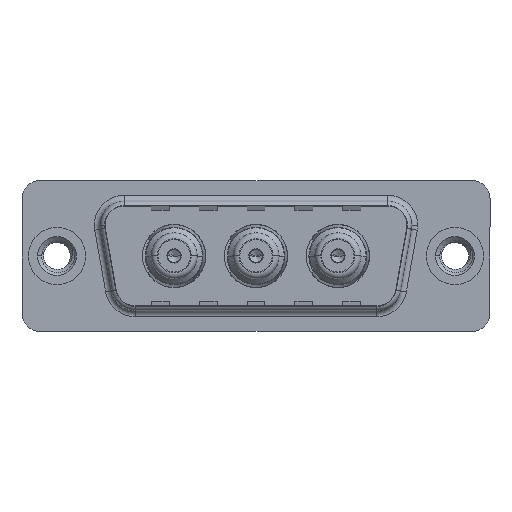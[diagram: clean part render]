
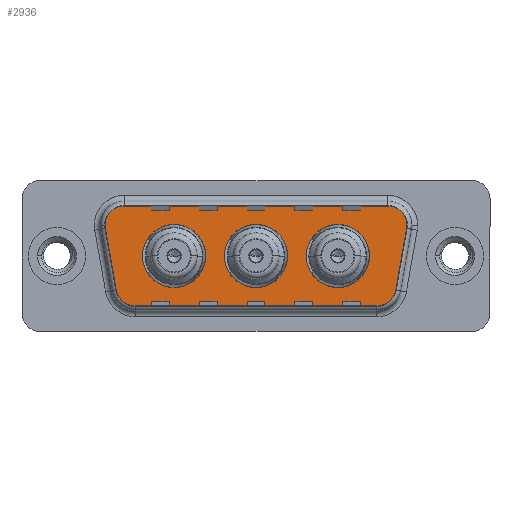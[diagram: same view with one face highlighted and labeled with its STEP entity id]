
A CAD part, top view. The second image highlights one B-rep face of the part: STEP entity #2936.
In plain terms, the highlighted planar face has unit normal (0, 0, 1).
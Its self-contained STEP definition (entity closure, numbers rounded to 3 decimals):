
#111 = CARTESIAN_POINT ( 'NONE',  ( 4.464, -3.247, 0. ) ) ;
#431 = EDGE_CURVE ( 'NONE', #1780, #14988, #9407, .T. ) ;
#564 = CARTESIAN_POINT ( 'NONE',  ( 3.441, 2.553, 0. ) ) ;
#689 = EDGE_CURVE ( 'NONE', #2525, #11674, #9214, .T. ) ;
#759 = EDGE_CURVE ( 'NONE', #14253, #13250, #8413, .T. ) ;
#823 = AXIS2_PLACEMENT_3D ( 'NONE', #2537, #11246, #3810 ) ;
#1175 = VERTEX_POINT ( 'NONE', #6231 ) ;
#1298 = CARTESIAN_POINT ( 'NONE',  ( 6.434, -2.9, 0. ) ) ;
#1353 = EDGE_CURVE ( 'NONE', #2932, #7226, #14890, .T. ) ;
#1527 = CARTESIAN_POINT ( 'NONE',  ( 29.859, 2.553, 0. ) ) ;
#1555 = VERTEX_POINT ( 'NONE', #111 ) ;
#1704 = VERTEX_POINT ( 'NONE', #8391 ) ;
#1717 = CARTESIAN_POINT ( 'NONE',  ( 7.15, 0., 0. ) ) ;
#1780 = VERTEX_POINT ( 'NONE', #13350 ) ;
#2283 = VERTEX_POINT ( 'NONE', #3700 ) ;
#2366 = VECTOR ( 'NONE', #7102, 1000. ) ;
#2525 = VERTEX_POINT ( 'NONE', #8710 ) ;
#2537 = CARTESIAN_POINT ( 'NONE',  ( 27.889, 2.9, 0. ) ) ;
#2556 = DIRECTION ( 'NONE',  ( -1., 0., 0. ) ) ;
#2755 = AXIS2_PLACEMENT_3D ( 'NONE', #12325, #4837, #13563 ) ;
#2868 = FACE_BOUND ( 'NONE', #7391, .T. ) ;
#2932 = VERTEX_POINT ( 'NONE', #1717 ) ;
#2936 = ADVANCED_FACE ( 'NONE', ( #9092, #12433, #2868, #5772 ), #11028, .T. ) ;
#3022 = CARTESIAN_POINT ( 'NONE',  ( 26.15, 0., 0. ) ) ;
#3124 = AXIS2_PLACEMENT_3D ( 'NONE', #12531, #12397, #12349 ) ;
#3198 = AXIS2_PLACEMENT_3D ( 'NONE', #6146, #14882, #7401 ) ;
#3270 = ORIENTED_EDGE ( 'NONE', *, *, #15368, .F. ) ;
#3472 = CIRCLE ( 'NONE', #15676, 2. ) ;
#3500 = CARTESIAN_POINT ( 'NONE',  ( 19.3, 0., 0. ) ) ;
#3503 = DIRECTION ( 'NONE',  ( 0., 0., 1. ) ) ;
#3700 = CARTESIAN_POINT ( 'NONE',  ( 29.859, 2.553, 0. ) ) ;
#3747 = ORIENTED_EDGE ( 'NONE', *, *, #11551, .T. ) ;
#3810 = DIRECTION ( 'NONE',  ( -1., 0., 0. ) ) ;
#3981 = DIRECTION ( 'NONE',  ( 0.174, 0.985, 0. ) ) ;
#3988 = ORIENTED_EDGE ( 'NONE', *, *, #15278, .T. ) ;
#3998 = CIRCLE ( 'NONE', #3198, 2.65 ) ;
#4047 = VERTEX_POINT ( 'NONE', #11733 ) ;
#4140 = CIRCLE ( 'NONE', #9663, 2.65 ) ;
#4174 = AXIS2_PLACEMENT_3D ( 'NONE', #5901, #12428, #13827 ) ;
#4337 = EDGE_CURVE ( 'NONE', #11674, #4047, #4769, .T. ) ;
#4554 = ORIENTED_EDGE ( 'NONE', *, *, #8157, .T. ) ;
#4762 = DIRECTION ( 'NONE',  ( 1., 0., 0. ) ) ;
#4769 = LINE ( 'NONE', #6827, #10989 ) ;
#4837 = DIRECTION ( 'NONE',  ( 0., 0., 1. ) ) ;
#5050 = DIRECTION ( 'NONE',  ( 0., 0., 1. ) ) ;
#5379 = VERTEX_POINT ( 'NONE', #564 ) ;
#5611 = LINE ( 'NONE', #6823, #8509 ) ;
#5677 = LINE ( 'NONE', #15801, #2366 ) ;
#5772 = FACE_OUTER_BOUND ( 'NONE', #16099, .T. ) ;
#5901 = CARTESIAN_POINT ( 'NONE',  ( 9.8, 0., 0. ) ) ;
#6146 = CARTESIAN_POINT ( 'NONE',  ( 23.5, 0., 0. ) ) ;
#6231 = CARTESIAN_POINT ( 'NONE',  ( 26.866, -4.9, 0. ) ) ;
#6247 = EDGE_CURVE ( 'NONE', #7226, #2932, #11557, .T. ) ;
#6291 = CARTESIAN_POINT ( 'NONE',  ( 16.65, 0., 0. ) ) ;
#6564 = CARTESIAN_POINT ( 'NONE',  ( 28.836, -3.247, 0. ) ) ;
#6823 = CARTESIAN_POINT ( 'NONE',  ( 6.434, -4.9, 0. ) ) ;
#6827 = CARTESIAN_POINT ( 'NONE',  ( 5.411, 4.9, 0. ) ) ;
#7102 = DIRECTION ( 'NONE',  ( 0.174, -0.985, 0. ) ) ;
#7226 = VERTEX_POINT ( 'NONE', #15425 ) ;
#7343 = DIRECTION ( 'NONE',  ( 0., 0., 1. ) ) ;
#7391 = EDGE_LOOP ( 'NONE', ( #12859, #7982 ) ) ;
#7401 = DIRECTION ( 'NONE',  ( 1., 0., 0. ) ) ;
#7545 = DIRECTION ( 'NONE',  ( 1., 0., 0. ) ) ;
#7567 = CIRCLE ( 'NONE', #11339, 2. ) ;
#7982 = ORIENTED_EDGE ( 'NONE', *, *, #1353, .F. ) ;
#8011 = DIRECTION ( 'NONE',  ( 0., 0., 1. ) ) ;
#8032 = CIRCLE ( 'NONE', #823, 2. ) ;
#8075 = CIRCLE ( 'NONE', #12701, 2. ) ;
#8131 = AXIS2_PLACEMENT_3D ( 'NONE', #15645, #5050, #4762 ) ;
#8157 = EDGE_CURVE ( 'NONE', #1555, #1704, #7567, .T. ) ;
#8391 = CARTESIAN_POINT ( 'NONE',  ( 6.434, -4.9, 0. ) ) ;
#8413 = CIRCLE ( 'NONE', #3124, 2.65 ) ;
#8509 = VECTOR ( 'NONE', #10439, 1000. ) ;
#8610 = DIRECTION ( 'NONE',  ( 1., 0., 0. ) ) ;
#8615 = ORIENTED_EDGE ( 'NONE', *, *, #10080, .F. ) ;
#8710 = CARTESIAN_POINT ( 'NONE',  ( 29.889, 2.9, 0. ) ) ;
#8774 = EDGE_CURVE ( 'NONE', #1704, #1175, #5611, .T. ) ;
#9090 = ORIENTED_EDGE ( 'NONE', *, *, #8774, .T. ) ;
#9092 = FACE_BOUND ( 'NONE', #10214, .T. ) ;
#9214 = CIRCLE ( 'NONE', #9256, 2. ) ;
#9256 = AXIS2_PLACEMENT_3D ( 'NONE', #11299, #10943, #10208 ) ;
#9407 = CIRCLE ( 'NONE', #9560, 2.65 ) ;
#9560 = AXIS2_PLACEMENT_3D ( 'NONE', #13391, #8011, #8610 ) ;
#9565 = ORIENTED_EDGE ( 'NONE', *, *, #9704, .T. ) ;
#9663 = AXIS2_PLACEMENT_3D ( 'NONE', #6291, #15027, #7545 ) ;
#9704 = EDGE_CURVE ( 'NONE', #2283, #2525, #8032, .T. ) ;
#9976 = DIRECTION ( 'NONE',  ( 0., 0., 1. ) ) ;
#10080 = EDGE_CURVE ( 'NONE', #13250, #14253, #4140, .T. ) ;
#10208 = DIRECTION ( 'NONE',  ( -1., 0., 0. ) ) ;
#10214 = EDGE_LOOP ( 'NONE', ( #8615, #13209 ) ) ;
#10232 = VERTEX_POINT ( 'NONE', #6564 ) ;
#10370 = CARTESIAN_POINT ( 'NONE',  ( 27.889, 4.9, 0. ) ) ;
#10407 = ORIENTED_EDGE ( 'NONE', *, *, #431, .F. ) ;
#10439 = DIRECTION ( 'NONE',  ( 1., 0., 0. ) ) ;
#10457 = ORIENTED_EDGE ( 'NONE', *, *, #13310, .T. ) ;
#10553 = EDGE_CURVE ( 'NONE', #5379, #1555, #5677, .T. ) ;
#10938 = CARTESIAN_POINT ( 'NONE',  ( 5.411, 2.9, 0. ) ) ;
#10943 = DIRECTION ( 'NONE',  ( 0., 0., 1. ) ) ;
#10989 = VECTOR ( 'NONE', #13216, 1000. ) ;
#11028 = PLANE ( 'NONE',  #8131 ) ;
#11246 = DIRECTION ( 'NONE',  ( 0., 0., 1. ) ) ;
#11299 = CARTESIAN_POINT ( 'NONE',  ( 27.889, 2.9, 0. ) ) ;
#11339 = AXIS2_PLACEMENT_3D ( 'NONE', #1298, #9976, #2556 ) ;
#11551 = EDGE_CURVE ( 'NONE', #10232, #2283, #13849, .T. ) ;
#11557 = CIRCLE ( 'NONE', #2755, 2.65 ) ;
#11674 = VERTEX_POINT ( 'NONE', #10370 ) ;
#11733 = CARTESIAN_POINT ( 'NONE',  ( 5.411, 4.9, 0. ) ) ;
#11890 = EDGE_LOOP ( 'NONE', ( #3270, #10407 ) ) ;
#12232 = DIRECTION ( 'NONE',  ( 1., 0., 0. ) ) ;
#12234 = ORIENTED_EDGE ( 'NONE', *, *, #10553, .T. ) ;
#12325 = CARTESIAN_POINT ( 'NONE',  ( 9.8, 0., 0. ) ) ;
#12349 = DIRECTION ( 'NONE',  ( 1., 0., 0. ) ) ;
#12397 = DIRECTION ( 'NONE',  ( 0., 0., 1. ) ) ;
#12428 = DIRECTION ( 'NONE',  ( 0., 0., 1. ) ) ;
#12433 = FACE_BOUND ( 'NONE', #11890, .T. ) ;
#12531 = CARTESIAN_POINT ( 'NONE',  ( 16.65, 0., 0. ) ) ;
#12701 = AXIS2_PLACEMENT_3D ( 'NONE', #10938, #3503, #12232 ) ;
#12859 = ORIENTED_EDGE ( 'NONE', *, *, #6247, .F. ) ;
#13209 = ORIENTED_EDGE ( 'NONE', *, *, #759, .F. ) ;
#13216 = DIRECTION ( 'NONE',  ( -1., 0., 0. ) ) ;
#13243 = ORIENTED_EDGE ( 'NONE', *, *, #689, .T. ) ;
#13250 = VERTEX_POINT ( 'NONE', #3500 ) ;
#13310 = EDGE_CURVE ( 'NONE', #1175, #10232, #3472, .T. ) ;
#13350 = CARTESIAN_POINT ( 'NONE',  ( 20.85, 0., 0. ) ) ;
#13391 = CARTESIAN_POINT ( 'NONE',  ( 23.5, 0., 0. ) ) ;
#13457 = VECTOR ( 'NONE', #3981, 1000. ) ;
#13563 = DIRECTION ( 'NONE',  ( 1., 0., 0. ) ) ;
#13827 = DIRECTION ( 'NONE',  ( 1., 0., 0. ) ) ;
#13849 = LINE ( 'NONE', #1527, #13457 ) ;
#14211 = CARTESIAN_POINT ( 'NONE',  ( 14., 0., 0. ) ) ;
#14253 = VERTEX_POINT ( 'NONE', #14211 ) ;
#14828 = CARTESIAN_POINT ( 'NONE',  ( 26.866, -2.9, 0. ) ) ;
#14839 = ORIENTED_EDGE ( 'NONE', *, *, #4337, .T. ) ;
#14882 = DIRECTION ( 'NONE',  ( 0., 0., 1. ) ) ;
#14890 = CIRCLE ( 'NONE', #4174, 2.65 ) ;
#14988 = VERTEX_POINT ( 'NONE', #3022 ) ;
#15027 = DIRECTION ( 'NONE',  ( 0., 0., 1. ) ) ;
#15278 = EDGE_CURVE ( 'NONE', #4047, #5379, #8075, .T. ) ;
#15368 = EDGE_CURVE ( 'NONE', #14988, #1780, #3998, .T. ) ;
#15425 = CARTESIAN_POINT ( 'NONE',  ( 12.45, 0., 0. ) ) ;
#15645 = CARTESIAN_POINT ( 'NONE',  ( 26.866, -2.9, 0. ) ) ;
#15676 = AXIS2_PLACEMENT_3D ( 'NONE', #14828, #7343, #16030 ) ;
#15801 = CARTESIAN_POINT ( 'NONE',  ( 3.441, 2.553, 0. ) ) ;
#16030 = DIRECTION ( 'NONE',  ( 1., 0., 0. ) ) ;
#16099 = EDGE_LOOP ( 'NONE', ( #10457, #3747, #9565, #13243, #14839, #3988, #12234, #4554, #9090 ) ) ;
